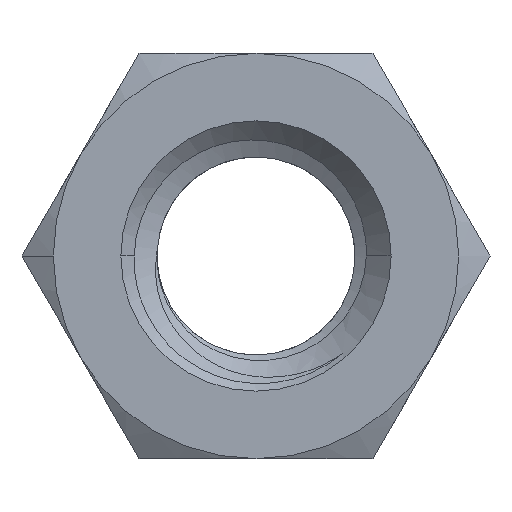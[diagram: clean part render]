
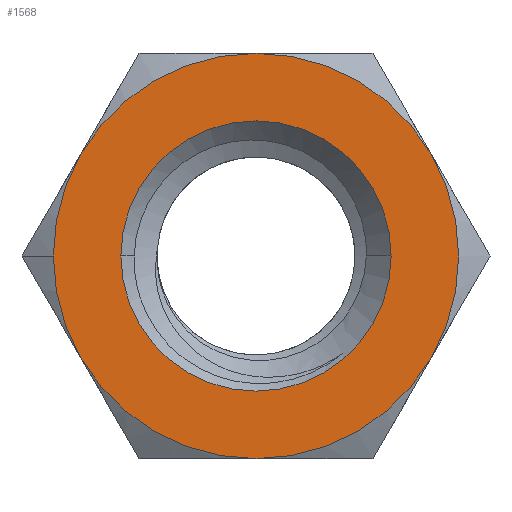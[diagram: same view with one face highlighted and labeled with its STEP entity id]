
A CAD part, front view. The second image highlights one B-rep face of the part: STEP entity #1568.
In plain terms, the highlighted planar face has unit normal (0, -1, 0).
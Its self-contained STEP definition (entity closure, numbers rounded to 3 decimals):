
#32 = CIRCLE ( 'NONE', #517, 7. ) ;
#33 = DIRECTION ( 'NONE',  ( 0., 1., 0. ) ) ;
#76 = EDGE_LOOP ( 'NONE', ( #1718, #1747 ) ) ;
#97 = CIRCLE ( 'NONE', #818, 7. ) ;
#151 = DIRECTION ( 'NONE',  ( -1., 0., 0. ) ) ;
#156 = CIRCLE ( 'NONE', #421, 7. ) ;
#208 = FACE_BOUND ( 'NONE', #76, .T. ) ;
#277 = EDGE_CURVE ( 'NONE', #949, #1233, #337, .T. ) ;
#284 = VERTEX_POINT ( 'NONE', #913 ) ;
#294 = CARTESIAN_POINT ( 'NONE',  ( 0., 0., 0. ) ) ;
#337 = CIRCLE ( 'NONE', #810, 7. ) ;
#351 = FACE_OUTER_BOUND ( 'NONE', #790, .T. ) ;
#352 = DIRECTION ( 'NONE',  ( 0., 1., 0. ) ) ;
#364 = CARTESIAN_POINT ( 'NONE',  ( 0., 0., 7. ) ) ;
#379 = AXIS2_PLACEMENT_3D ( 'NONE', #1981, #1031, #151 ) ;
#385 = DIRECTION ( 'NONE',  ( 0., 1., 0. ) ) ;
#421 = AXIS2_PLACEMENT_3D ( 'NONE', #788, #1868, #927 ) ;
#493 = PLANE ( 'NONE',  #905 ) ;
#517 = AXIS2_PLACEMENT_3D ( 'NONE', #294, #1034, #1441 ) ;
#551 = ORIENTED_EDGE ( 'NONE', *, *, #277, .F. ) ;
#554 = CIRCLE ( 'NONE', #1773, 4.667 ) ;
#593 = VERTEX_POINT ( 'NONE', #1161 ) ;
#596 = ORIENTED_EDGE ( 'NONE', *, *, #1574, .F. ) ;
#599 = EDGE_CURVE ( 'NONE', #1922, #949, #32, .T. ) ;
#603 = CARTESIAN_POINT ( 'NONE',  ( 6.062, 0., -3.5 ) ) ;
#710 = CARTESIAN_POINT ( 'NONE',  ( 0., 0., 0. ) ) ;
#741 = CARTESIAN_POINT ( 'NONE',  ( 0., 0., 0. ) ) ;
#748 = CARTESIAN_POINT ( 'NONE',  ( -6.062, 0., 3.5 ) ) ;
#767 = DIRECTION ( 'NONE',  ( 0., 1., 0. ) ) ;
#788 = CARTESIAN_POINT ( 'NONE',  ( 0., 0., 0. ) ) ;
#790 = EDGE_LOOP ( 'NONE', ( #1790, #1877, #596, #1558, #1109, #1226, #551 ) ) ;
#793 = EDGE_CURVE ( 'NONE', #1233, #1384, #1762, .T. ) ;
#804 = CIRCLE ( 'NONE', #1158, 4.667 ) ;
#810 = AXIS2_PLACEMENT_3D ( 'NONE', #1081, #1061, #1046 ) ;
#816 = DIRECTION ( 'NONE',  ( -1., 0., 0. ) ) ;
#818 = AXIS2_PLACEMENT_3D ( 'NONE', #1276, #385, #1429 ) ;
#828 = CARTESIAN_POINT ( 'NONE',  ( 6.062, 0., 3.5 ) ) ;
#856 = EDGE_CURVE ( 'NONE', #1073, #1922, #1533, .T. ) ;
#875 = VERTEX_POINT ( 'NONE', #1854 ) ;
#884 = DIRECTION ( 'NONE',  ( -1., 0., 0. ) ) ;
#886 = DIRECTION ( 'NONE',  ( -1., 0., 0. ) ) ;
#902 = AXIS2_PLACEMENT_3D ( 'NONE', #710, #33, #884 ) ;
#905 = AXIS2_PLACEMENT_3D ( 'NONE', #1571, #1728, #816 ) ;
#908 = CARTESIAN_POINT ( 'NONE',  ( -7., 0., 0. ) ) ;
#913 = CARTESIAN_POINT ( 'NONE',  ( -6.062, 0., -3.5 ) ) ;
#927 = DIRECTION ( 'NONE',  ( -1., 0., 0. ) ) ;
#949 = VERTEX_POINT ( 'NONE', #364 ) ;
#1031 = DIRECTION ( 'NONE',  ( 0., 1., 0. ) ) ;
#1034 = DIRECTION ( 'NONE',  ( 0., 1., 0. ) ) ;
#1046 = DIRECTION ( 'NONE',  ( -1., 0., 0. ) ) ;
#1061 = DIRECTION ( 'NONE',  ( 0., 1., 0. ) ) ;
#1073 = VERTEX_POINT ( 'NONE', #908 ) ;
#1081 = CARTESIAN_POINT ( 'NONE',  ( 0., 0., 0. ) ) ;
#1109 = ORIENTED_EDGE ( 'NONE', *, *, #1797, .F. ) ;
#1113 = AXIS2_PLACEMENT_3D ( 'NONE', #1232, #352, #1391 ) ;
#1114 = CIRCLE ( 'NONE', #379, 7. ) ;
#1158 = AXIS2_PLACEMENT_3D ( 'NONE', #741, #1815, #886 ) ;
#1161 = CARTESIAN_POINT ( 'NONE',  ( 4.667, 0., 0. ) ) ;
#1226 = ORIENTED_EDGE ( 'NONE', *, *, #793, .F. ) ;
#1232 = CARTESIAN_POINT ( 'NONE',  ( 0., 0., 0. ) ) ;
#1233 = VERTEX_POINT ( 'NONE', #828 ) ;
#1276 = CARTESIAN_POINT ( 'NONE',  ( 0., 0., 0. ) ) ;
#1340 = CARTESIAN_POINT ( 'NONE',  ( -4.667, 0., 0. ) ) ;
#1349 = EDGE_CURVE ( 'NONE', #1782, #593, #804, .T. ) ;
#1384 = VERTEX_POINT ( 'NONE', #603 ) ;
#1391 = DIRECTION ( 'NONE',  ( -1., 0., 0. ) ) ;
#1429 = DIRECTION ( 'NONE',  ( -1., 0., 0. ) ) ;
#1441 = DIRECTION ( 'NONE',  ( -1., 0., 0. ) ) ;
#1453 = EDGE_CURVE ( 'NONE', #593, #1782, #554, .T. ) ;
#1533 = CIRCLE ( 'NONE', #1113, 7. ) ;
#1549 = EDGE_CURVE ( 'NONE', #875, #284, #156, .T. ) ;
#1558 = ORIENTED_EDGE ( 'NONE', *, *, #1549, .F. ) ;
#1568 = ADVANCED_FACE ( 'NONE', ( #208, #351 ), #493, .F. ) ;
#1571 = CARTESIAN_POINT ( 'NONE',  ( 7., 0., 0. ) ) ;
#1574 = EDGE_CURVE ( 'NONE', #284, #1073, #97, .T. ) ;
#1668 = CARTESIAN_POINT ( 'NONE',  ( 0., 0., 0. ) ) ;
#1718 = ORIENTED_EDGE ( 'NONE', *, *, #1453, .T. ) ;
#1728 = DIRECTION ( 'NONE',  ( 0., 1., 0. ) ) ;
#1747 = ORIENTED_EDGE ( 'NONE', *, *, #1349, .T. ) ;
#1762 = CIRCLE ( 'NONE', #902, 7. ) ;
#1773 = AXIS2_PLACEMENT_3D ( 'NONE', #1668, #767, #1842 ) ;
#1782 = VERTEX_POINT ( 'NONE', #1340 ) ;
#1790 = ORIENTED_EDGE ( 'NONE', *, *, #599, .F. ) ;
#1797 = EDGE_CURVE ( 'NONE', #1384, #875, #1114, .T. ) ;
#1815 = DIRECTION ( 'NONE',  ( 0., 1., 0. ) ) ;
#1842 = DIRECTION ( 'NONE',  ( -1., 0., 0. ) ) ;
#1854 = CARTESIAN_POINT ( 'NONE',  ( 0., 0., -7. ) ) ;
#1868 = DIRECTION ( 'NONE',  ( 0., 1., 0. ) ) ;
#1877 = ORIENTED_EDGE ( 'NONE', *, *, #856, .F. ) ;
#1922 = VERTEX_POINT ( 'NONE', #748 ) ;
#1981 = CARTESIAN_POINT ( 'NONE',  ( 0., 0., 0. ) ) ;
